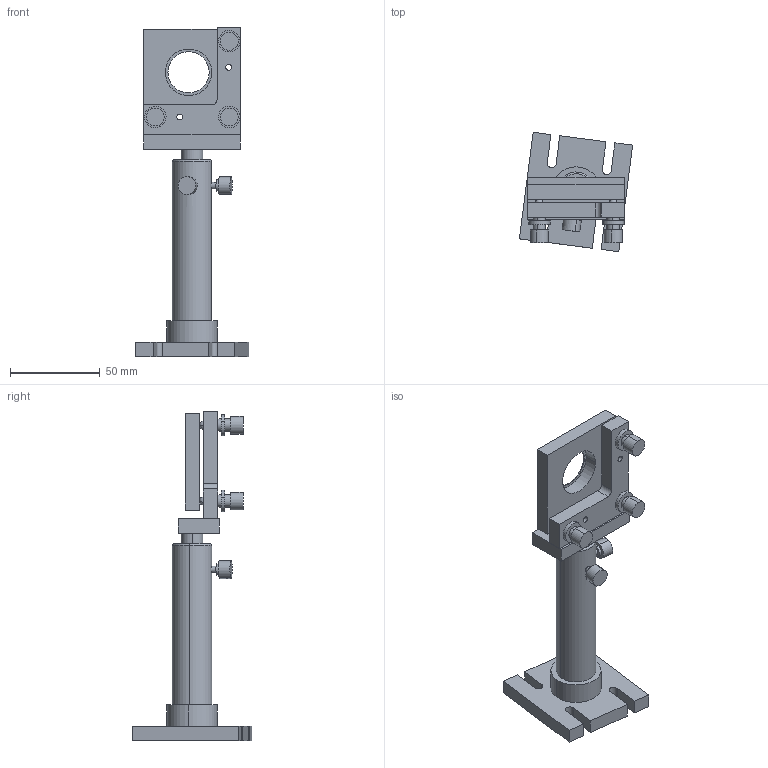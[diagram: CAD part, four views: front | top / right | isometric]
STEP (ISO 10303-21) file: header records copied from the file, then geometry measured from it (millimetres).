
FILE_DESCRIPTION (( 'STEP AP214' ), '1' );
FILE_NAME ('Primary mirror post.STEP', '2016-07-25T22:05:43', ( '' ), ( '' ), 'SwSTEP 2.0', 'SolidWorks 2016', '' );
FILE_SCHEMA (( 'AUTOMOTIVE_DESIGN' ));
Length unit declared in the file: millimetre
Products named in the file (10): Knurled knob; Primary mirror post; 25mm mirror holder plate; Primary mirror base; Brass bolt; Knurled knob with locknut; Primary mirror fixed mount; Locknut
Assembly tree (12 placements, depth 3):
  Primary mirror post
    Primary mirror post
    Primary mirror fixed mount
    25mm mirror holder plate
    Knurled knob with locknut  x3
      Knurled knob
      Locknut
    Primary mirror base
      Primary mirror base
      Brass bolt  x2
Bounding box: 63.23 x 66.68 x 183.83 mm (x, y, z)
Volume: 102665.6 mm3; surface area: 42968.5 mm2
Topology: 12 solids, 12 shells, 176 faces, 405 edges, 262 vertices
Faces by surface type: cylinder 89, plane 67, sphere 12, cone 6, torus 2
Entity records: 4615 total; most frequent: CARTESIAN_POINT 874, DIRECTION 739, ORIENTED_EDGE 618, EDGE_CURVE 309, AXIS2_PLACEMENT_3D 289, VERTEX_POINT 204, EDGE_LOOP 173, LINE 161
